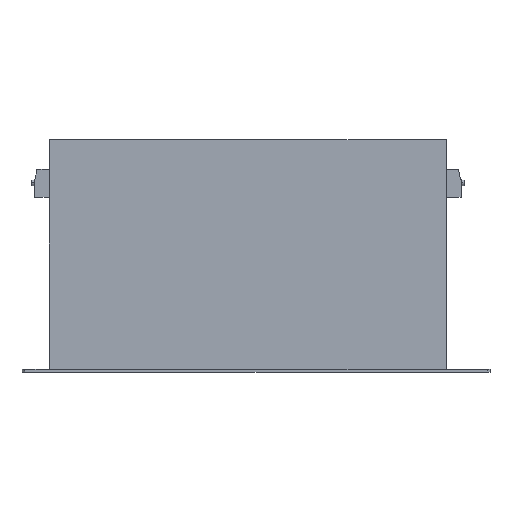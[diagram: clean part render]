
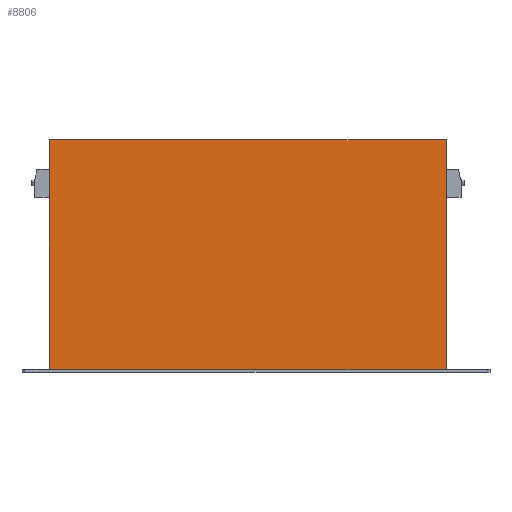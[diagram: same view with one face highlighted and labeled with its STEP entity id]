
A CAD part, top view. The second image highlights one B-rep face of the part: STEP entity #8806.
In plain terms, the highlighted planar face has unit normal (0, 0, 1).
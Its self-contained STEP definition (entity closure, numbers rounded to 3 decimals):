
#980 = CARTESIAN_POINT ( 'NONE',  ( -151., 168., 40.75 ) ) ;
#1316 = CARTESIAN_POINT ( 'NONE',  ( -151., 0., 40.75 ) ) ;
#1647 = CARTESIAN_POINT ( 'NONE',  ( -151., 168., 40.75 ) ) ;
#2603 = CARTESIAN_POINT ( 'NONE',  ( 139., 168., 40.75 ) ) ;
#2605 = FACE_OUTER_BOUND ( 'NONE', #19694, .T. ) ;
#2934 = DIRECTION ( 'NONE',  ( 0., 0., 1. ) ) ;
#3318 = CARTESIAN_POINT ( 'NONE',  ( 139., 168., 40.75 ) ) ;
#4173 = LINE ( 'NONE', #3318, #23082 ) ;
#4908 = EDGE_CURVE ( 'NONE', #7906, #16741, #20513, .T. ) ;
#6021 = LINE ( 'NONE', #1647, #9064 ) ;
#6211 = DIRECTION ( 'NONE',  ( 1., 0., 0. ) ) ;
#6500 = CARTESIAN_POINT ( 'NONE',  ( -151., 0., 40.75 ) ) ;
#6508 = VERTEX_POINT ( 'NONE', #2603 ) ;
#6641 = EDGE_CURVE ( 'NONE', #6508, #16891, #6021, .T. ) ;
#7906 = VERTEX_POINT ( 'NONE', #21712 ) ;
#8153 = CARTESIAN_POINT ( 'NONE',  ( -151., 168., 40.75 ) ) ;
#8585 = CARTESIAN_POINT ( 'NONE',  ( -151., 168., 40.75 ) ) ;
#8806 = ADVANCED_FACE ( 'NONE', ( #2605 ), #17068, .T. ) ;
#9064 = VECTOR ( 'NONE', #19418, 1000. ) ;
#9200 = EDGE_CURVE ( 'NONE', #16891, #16741, #21183, .T. ) ;
#10226 = DIRECTION ( 'NONE',  ( 0., -1., 0. ) ) ;
#11175 = ORIENTED_EDGE ( 'NONE', *, *, #9200, .T. ) ;
#11883 = DIRECTION ( 'NONE',  ( 0., -1., 0. ) ) ;
#12122 = ORIENTED_EDGE ( 'NONE', *, *, #6641, .T. ) ;
#15320 = VECTOR ( 'NONE', #11883, 1000. ) ;
#15336 = AXIS2_PLACEMENT_3D ( 'NONE', #980, #2934, #6211 ) ;
#16649 = VECTOR ( 'NONE', #20473, 1000. ) ;
#16741 = VERTEX_POINT ( 'NONE', #6500 ) ;
#16891 = VERTEX_POINT ( 'NONE', #8585 ) ;
#17068 = PLANE ( 'NONE',  #15336 ) ;
#19017 = EDGE_CURVE ( 'NONE', #6508, #7906, #4173, .T. ) ;
#19408 = ORIENTED_EDGE ( 'NONE', *, *, #4908, .F. ) ;
#19418 = DIRECTION ( 'NONE',  ( -1., 0., 0. ) ) ;
#19694 = EDGE_LOOP ( 'NONE', ( #19408, #21823, #12122, #11175 ) ) ;
#20473 = DIRECTION ( 'NONE',  ( -1., 0., 0. ) ) ;
#20513 = LINE ( 'NONE', #1316, #16649 ) ;
#21183 = LINE ( 'NONE', #8153, #15320 ) ;
#21712 = CARTESIAN_POINT ( 'NONE',  ( 139., 0., 40.75 ) ) ;
#21823 = ORIENTED_EDGE ( 'NONE', *, *, #19017, .F. ) ;
#23082 = VECTOR ( 'NONE', #10226, 1000. ) ;
